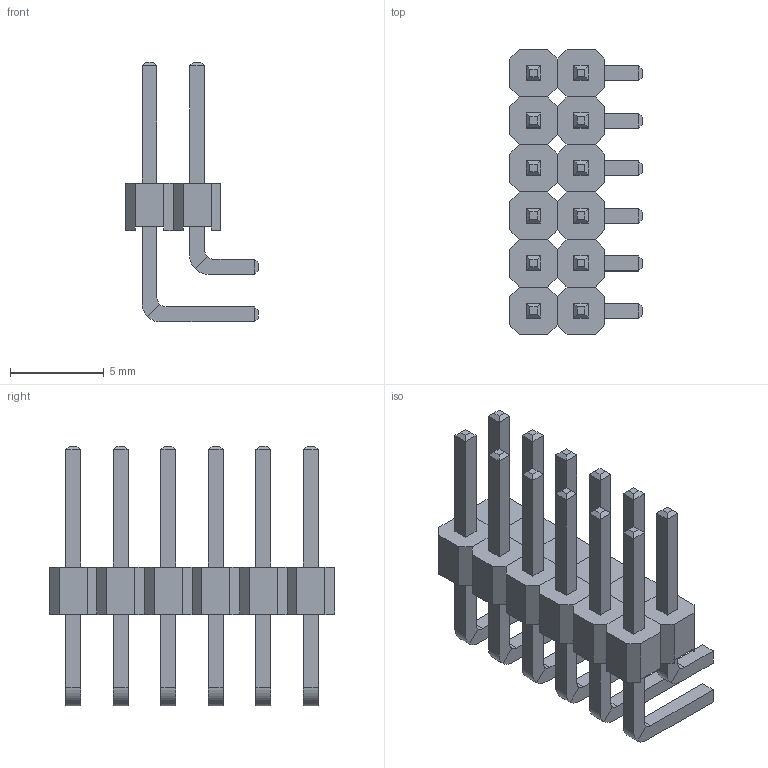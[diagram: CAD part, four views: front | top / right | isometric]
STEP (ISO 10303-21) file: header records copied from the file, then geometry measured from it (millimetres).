
FILE_DESCRIPTION(('FreeCAD Model'),'2;1');
FILE_NAME('2x06_90.stp','2015-04-12T11:47:13',( 'FreeCAD'),('FreeCAD'),'Open CASCADE STEP processor 6.7','FreeCAD', 'Unknown');
FILE_SCHEMA(('AUTOMOTIVE_DESIGN_CC2 { 1 2 10303 214 -1 1 5 4 }'));
Length unit declared in the file: millimetre
Products named in the file (2): Array001; Array
Bounding box: 7.08 x 15.24 x 13.88 mm (x, y, z)
Volume: 278.9 mm3; surface area: 1131.8 mm2
Topology: 24 solids, 24 shells, 456 faces, 1080 edges, 672 vertices
Faces by surface type: plane 432, cylinder 24
Entity records: 27054 total; most frequent: CARTESIAN_POINT 4777, DIRECTION 4082, LINE 2928, VECTOR 2928, ORIENTED_EDGE 2160, PCURVE 2160, DEFINITIONAL_REPRESENTATION 2160, EDGE_CURVE 1080
